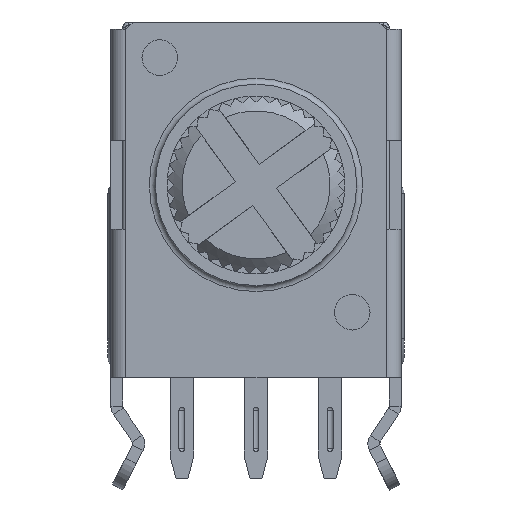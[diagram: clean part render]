
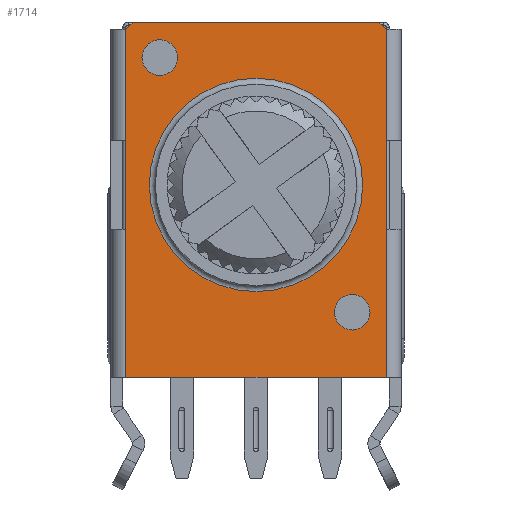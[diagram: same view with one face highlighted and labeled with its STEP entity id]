
A CAD part, front view. The second image highlights one B-rep face of the part: STEP entity #1714.
In plain terms, the highlighted planar face has unit normal (0, -1, 0).
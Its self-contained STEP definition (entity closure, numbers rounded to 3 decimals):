
#1714=ADVANCED_FACE('',(#5809,#5811,#5813,#5815),#5817,.T.);
#5809=FACE_BOUND('',#5810,.T.);
#5810=EDGE_LOOP('',(#8940,#8941,#8942,#8943,#8944,#8945,#8946,#8947,#8948,#8949));
#5811=FACE_BOUND('',#5812,.T.);
#5812=EDGE_LOOP('',(#8950));
#5813=FACE_BOUND('',#5814,.T.);
#5814=EDGE_LOOP('',(#8951));
#5815=FACE_BOUND('',#5816,.T.);
#5816=EDGE_LOOP('',(#8952));
#5817=PLANE('',#5818);
#5818=AXIS2_PLACEMENT_3D('',#5819,#5820,#5821);
#5819=CARTESIAN_POINT('',(0.,-3.7,0.));
#5820=DIRECTION('',(0.,-1.,0.));
#5821=DIRECTION('',(1.,0.,0.));
#8940=ORIENTED_EDGE('',*,*,#10699,.T.);
#8941=ORIENTED_EDGE('',*,*,#10739,.T.);
#8942=ORIENTED_EDGE('',*,*,#10697,.T.);
#8943=ORIENTED_EDGE('',*,*,#10689,.T.);
#8944=ORIENTED_EDGE('',*,*,#10698,.T.);
#8945=ORIENTED_EDGE('',*,*,#10688,.T.);
#8946=ORIENTED_EDGE('',*,*,#10710,.T.);
#8947=ORIENTED_EDGE('',*,*,#10708,.T.);
#8948=ORIENTED_EDGE('',*,*,#10706,.T.);
#8949=ORIENTED_EDGE('',*,*,#10740,.T.);
#8950=ORIENTED_EDGE('',*,*,#10714,.T.);
#8951=ORIENTED_EDGE('',*,*,#10715,.T.);
#8952=ORIENTED_EDGE('',*,*,#10741,.F.);
#10688=EDGE_CURVE('',#12017,#12020,#12063,.T.);
#10689=EDGE_CURVE('',#11991,#11994,#12064,.T.);
#10697=EDGE_CURVE('',#12073,#11991,#12075,.T.);
#10698=EDGE_CURVE('',#11994,#12017,#12076,.F.);
#10699=EDGE_CURVE('',#12077,#12078,#12079,.F.);
#10706=EDGE_CURVE('',#12089,#12087,#12090,.T.);
#10708=EDGE_CURVE('',#12092,#12089,#12093,.T.);
#10710=EDGE_CURVE('',#12020,#12092,#12095,.T.);
#10714=EDGE_CURVE('',#12101,#12101,#12102,.F.);
#10715=EDGE_CURVE('',#12103,#12103,#12104,.F.);
#10739=EDGE_CURVE('',#12078,#12073,#12139,.T.);
#10740=EDGE_CURVE('',#12087,#12077,#12140,.T.);
#10741=EDGE_CURVE('',#12141,#12141,#12142,.T.);
#11991=VERTEX_POINT('',#14602);
#11994=VERTEX_POINT('',#14610);
#12017=VERTEX_POINT('',#14663);
#12020=VERTEX_POINT('',#14671);
#12063=LINE('',#14777,#14778);
#12064=LINE('',#14780,#14781);
#12073=VERTEX_POINT('',#14809);
#12075=LINE('',#14813,#14814);
#12076=LINE('',#14816,#14817);
#12077=VERTEX_POINT('',#14819);
#12078=VERTEX_POINT('',#14820);
#12079=LINE('',#14821,#14822);
#12087=VERTEX_POINT('',#14843);
#12089=VERTEX_POINT('',#14847);
#12090=LINE('',#14848,#14849);
#12092=VERTEX_POINT('',#14854);
#12093=LINE('',#14855,#14856);
#12095=LINE('',#14861,#14862);
#12101=VERTEX_POINT('',#14877);
#12102=CIRCLE('',#14878,0.6);
#12103=VERTEX_POINT('',#14882);
#12104=CIRCLE('',#14883,0.6);
#12139=LINE('',#14977,#14978);
#12140=LINE('',#14980,#14981);
#12141=VERTEX_POINT('',#14983);
#12142=CIRCLE('',#14984,3.6);
#14602=CARTESIAN_POINT('',(4.4,-3.7,0.));
#14610=CARTESIAN_POINT('',(4.4,-3.7,5.));
#14663=CARTESIAN_POINT('',(4.4,-3.7,8.));
#14671=CARTESIAN_POINT('',(4.4,-3.7,11.75));
#14777=CARTESIAN_POINT('',(4.4,-3.7,8.));
#14778=VECTOR('',#14779,1.);
#14779=DIRECTION('',(0.,0.,1.));
#14780=CARTESIAN_POINT('',(4.4,-3.7,0.));
#14781=VECTOR('',#14782,1.);
#14782=DIRECTION('',(0.,0.,1.));
#14809=CARTESIAN_POINT('',(-4.4,-3.7,0.));
#14813=CARTESIAN_POINT('',(-4.4,-3.7,0.));
#14814=VECTOR('',#14815,1.);
#14815=DIRECTION('',(1.,0.,0.));
#14816=CARTESIAN_POINT('',(4.4,-3.7,8.));
#14817=VECTOR('',#14818,1.);
#14818=DIRECTION('',(0.,0.,-1.));
#14819=CARTESIAN_POINT('',(-4.4,-3.7,8.));
#14820=CARTESIAN_POINT('',(-4.4,-3.7,5.));
#14821=CARTESIAN_POINT('',(-4.4,-3.7,5.));
#14822=VECTOR('',#14823,1.);
#14823=DIRECTION('',(0.,0.,1.));
#14843=CARTESIAN_POINT('',(-4.4,-3.7,11.75));
#14847=CARTESIAN_POINT('',(-4.15,-3.7,12.));
#14848=CARTESIAN_POINT('',(-4.15,-3.7,12.));
#14849=VECTOR('',#14850,1.);
#14850=DIRECTION('',(-0.707,0.,-0.707));
#14854=CARTESIAN_POINT('',(4.15,-3.7,12.));
#14855=CARTESIAN_POINT('',(4.15,-3.7,12.));
#14856=VECTOR('',#14857,1.);
#14857=DIRECTION('',(-1.,0.,0.));
#14861=CARTESIAN_POINT('',(4.4,-3.7,11.75));
#14862=VECTOR('',#14863,1.);
#14863=DIRECTION('',(-0.707,0.,0.707));
#14877=CARTESIAN_POINT('',(3.85,-3.7,2.2));
#14878=AXIS2_PLACEMENT_3D('',#14879,#14880,#14881);
#14879=CARTESIAN_POINT('',(3.25,-3.7,2.2));
#14880=DIRECTION('',(0.,-1.,0.));
#14881=DIRECTION('',(1.,0.,0.));
#14882=CARTESIAN_POINT('',(-2.65,-3.7,10.8));
#14883=AXIS2_PLACEMENT_3D('',#14884,#14885,#14886);
#14884=CARTESIAN_POINT('',(-3.25,-3.7,10.8));
#14885=DIRECTION('',(0.,-1.,0.));
#14886=DIRECTION('',(1.,0.,0.));
#14977=CARTESIAN_POINT('',(-4.4,-3.7,5.));
#14978=VECTOR('',#14979,1.);
#14979=DIRECTION('',(0.,0.,-1.));
#14980=CARTESIAN_POINT('',(-4.4,-3.7,11.75));
#14981=VECTOR('',#14982,1.);
#14982=DIRECTION('',(0.,0.,-1.));
#14983=CARTESIAN_POINT('',(3.6,-3.7,6.5));
#14984=AXIS2_PLACEMENT_3D('',#14985,#14986,#14987);
#14985=CARTESIAN_POINT('',(0.,-3.7,6.5));
#14986=DIRECTION('',(0.,-1.,0.));
#14987=DIRECTION('',(1.,0.,0.));
